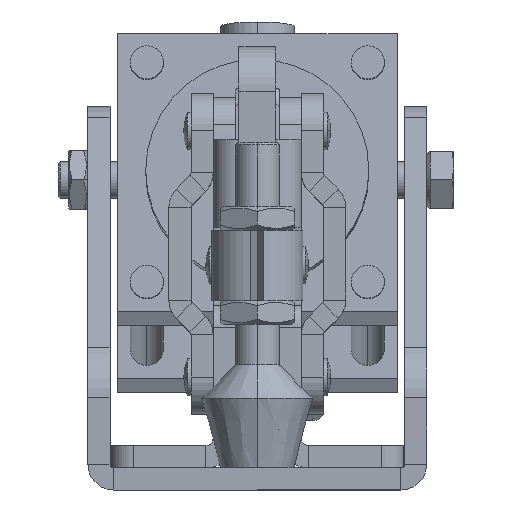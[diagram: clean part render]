
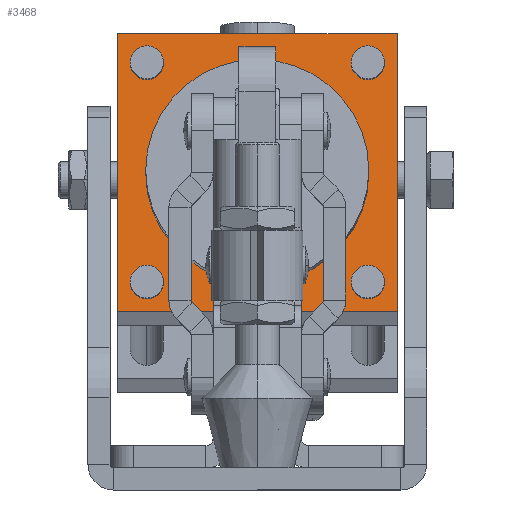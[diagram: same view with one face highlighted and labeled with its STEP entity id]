
A CAD part, left-side view. The second image highlights one B-rep face of the part: STEP entity #3468.
In plain terms, the highlighted face is planar.
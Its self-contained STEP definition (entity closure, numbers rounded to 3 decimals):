
#1250 = FACE_BOUND ( 'NONE', #19625, .T. ) ;
#1251 = FACE_BOUND ( 'NONE', #19621, .T. ) ;
#1252 = FACE_OUTER_BOUND ( 'NONE', #19631, .T. ) ;
#1253 = FACE_BOUND ( 'NONE', #19638, .T. ) ;
#1254 = FACE_BOUND ( 'NONE', #19651, .T. ) ;
#3468 = ADVANCED_FACE ( 'NONE', ( #1250, #1254, #1251, #1253, #1252, #16760 ), #4366, .F. ) ;
#4351 = DIRECTION ( 'NONE',  ( 1., 0., 0. ) ) ;
#4366 = PLANE ( 'NONE',  #10958 ) ;
#4368 = CARTESIAN_POINT ( 'NONE',  ( 3., 19., 19. ) ) ;
#4371 = DIRECTION ( 'NONE',  ( 0., 1., 0. ) ) ;
#7491 = ORIENTED_EDGE ( 'NONE', *, *, #13785, .T. ) ;
#7493 = ORIENTED_EDGE ( 'NONE', *, *, #9128, .T. ) ;
#7495 = ORIENTED_EDGE ( 'NONE', *, *, #13786, .T. ) ;
#7497 = ORIENTED_EDGE ( 'NONE', *, *, #9140, .T. ) ;
#7499 = ORIENTED_EDGE ( 'NONE', *, *, #13787, .T. ) ;
#7501 = ORIENTED_EDGE ( 'NONE', *, *, #9152, .T. ) ;
#7503 = ORIENTED_EDGE ( 'NONE', *, *, #13788, .T. ) ;
#7505 = ORIENTED_EDGE ( 'NONE', *, *, #9164, .T. ) ;
#7507 = ORIENTED_EDGE ( 'NONE', *, *, #13789, .T. ) ;
#7509 = ORIENTED_EDGE ( 'NONE', *, *, #13790, .F. ) ;
#7511 = ORIENTED_EDGE ( 'NONE', *, *, #13791, .F. ) ;
#7513 = ORIENTED_EDGE ( 'NONE', *, *, #13774, .T. ) ;
#7515 = ORIENTED_EDGE ( 'NONE', *, *, #13792, .T. ) ;
#7517 = ORIENTED_EDGE ( 'NONE', *, *, #9204, .T. ) ;
#9128 = EDGE_CURVE ( 'NONE', #9875, #9876, #27102, .T. ) ;
#9140 = EDGE_CURVE ( 'NONE', #9887, #9890, #27122, .T. ) ;
#9152 = EDGE_CURVE ( 'NONE', #9899, #9902, #27140, .T. ) ;
#9164 = EDGE_CURVE ( 'NONE', #9911, #9914, #27158, .T. ) ;
#9204 = EDGE_CURVE ( 'NONE', #9951, #9954, #27218, .T. ) ;
#9875 = VERTEX_POINT ( 'NONE', #30447 ) ;
#9876 = VERTEX_POINT ( 'NONE', #30448 ) ;
#9887 = VERTEX_POINT ( 'NONE', #30459 ) ;
#9890 = VERTEX_POINT ( 'NONE', #30462 ) ;
#9899 = VERTEX_POINT ( 'NONE', #30471 ) ;
#9902 = VERTEX_POINT ( 'NONE', #30474 ) ;
#9911 = VERTEX_POINT ( 'NONE', #30483 ) ;
#9914 = VERTEX_POINT ( 'NONE', #30486 ) ;
#9951 = VERTEX_POINT ( 'NONE', #30523 ) ;
#9954 = VERTEX_POINT ( 'NONE', #30526 ) ;
#10958 = AXIS2_PLACEMENT_3D ( 'NONE', #4368, #4351, #4371 ) ;
#13774 = EDGE_CURVE ( 'NONE', #14707, #14703, #19763, .T. ) ;
#13785 = EDGE_CURVE ( 'NONE', #9876, #9875, #19785, .T. ) ;
#13786 = EDGE_CURVE ( 'NONE', #9890, #9887, #19787, .T. ) ;
#13787 = EDGE_CURVE ( 'NONE', #9902, #9899, #19788, .T. ) ;
#13788 = EDGE_CURVE ( 'NONE', #9914, #9911, #19789, .T. ) ;
#13789 = EDGE_CURVE ( 'NONE', #14703, #14711, #19790, .T. ) ;
#13790 = EDGE_CURVE ( 'NONE', #14713, #14711, #19791, .T. ) ;
#13791 = EDGE_CURVE ( 'NONE', #14707, #14713, #19781, .T. ) ;
#13792 = EDGE_CURVE ( 'NONE', #9954, #9951, #19795, .T. ) ;
#14703 = VERTEX_POINT ( 'NONE', #22424 ) ;
#14707 = VERTEX_POINT ( 'NONE', #22428 ) ;
#14711 = VERTEX_POINT ( 'NONE', #22432 ) ;
#14713 = VERTEX_POINT ( 'NONE', #22434 ) ;
#16484 = AXIS2_PLACEMENT_3D ( 'NONE', #28622, #28623, #28624 ) ;
#16490 = AXIS2_PLACEMENT_3D ( 'NONE', #28652, #28653, #28654 ) ;
#16496 = AXIS2_PLACEMENT_3D ( 'NONE', #28682, #28683, #28684 ) ;
#16502 = AXIS2_PLACEMENT_3D ( 'NONE', #28712, #28713, #28714 ) ;
#16522 = AXIS2_PLACEMENT_3D ( 'NONE', #28812, #28813, #28814 ) ;
#16585 = AXIS2_PLACEMENT_3D ( 'NONE', #19262, #19263, #19264 ) ;
#16586 = AXIS2_PLACEMENT_3D ( 'NONE', #19265, #19266, #19267 ) ;
#16587 = AXIS2_PLACEMENT_3D ( 'NONE', #19270, #19271, #19272 ) ;
#16588 = AXIS2_PLACEMENT_3D ( 'NONE', #19275, #19276, #19277 ) ;
#16589 = AXIS2_PLACEMENT_3D ( 'NONE', #19282, #19283, #19284 ) ;
#16760 = FACE_BOUND ( 'NONE', #19654, .T. ) ;
#19233 = CARTESIAN_POINT ( 'NONE',  ( 3., 19., 19. ) ) ;
#19238 = DIRECTION ( 'NONE',  ( 0., 0., -1. ) ) ;
#19262 = CARTESIAN_POINT ( 'NONE',  ( 3., -15., 15. ) ) ;
#19263 = DIRECTION ( 'NONE',  ( 1., 0., 0. ) ) ;
#19264 = DIRECTION ( 'NONE',  ( 0., 1., 0. ) ) ;
#19265 = CARTESIAN_POINT ( 'NONE',  ( 3., -15., -15. ) ) ;
#19266 = DIRECTION ( 'NONE',  ( 1., 0., 0. ) ) ;
#19267 = DIRECTION ( 'NONE',  ( 0., 1., 0. ) ) ;
#19268 = CARTESIAN_POINT ( 'NONE',  ( 3., 19., -19. ) ) ;
#19269 = DIRECTION ( 'NONE',  ( 0., -1., 0. ) ) ;
#19270 = CARTESIAN_POINT ( 'NONE',  ( 3., 15., -15. ) ) ;
#19271 = DIRECTION ( 'NONE',  ( 1., 0., 0. ) ) ;
#19272 = DIRECTION ( 'NONE',  ( 0., 1., 0. ) ) ;
#19274 = CARTESIAN_POINT ( 'NONE',  ( 3., 19., 19. ) ) ;
#19275 = CARTESIAN_POINT ( 'NONE',  ( 3., 15., 15. ) ) ;
#19276 = DIRECTION ( 'NONE',  ( 1., 0., 0. ) ) ;
#19277 = DIRECTION ( 'NONE',  ( 0., 1., 0. ) ) ;
#19278 = CARTESIAN_POINT ( 'NONE',  ( 3., -19., 19. ) ) ;
#19280 = DIRECTION ( 'NONE',  ( 0., 0., -1. ) ) ;
#19281 = DIRECTION ( 'NONE',  ( 0., -1., 0. ) ) ;
#19282 = CARTESIAN_POINT ( 'NONE',  ( 3., 0., 0. ) ) ;
#19283 = DIRECTION ( 'NONE',  ( 1., 0., 0. ) ) ;
#19284 = DIRECTION ( 'NONE',  ( 0., 1., 0. ) ) ;
#19621 = EDGE_LOOP ( 'NONE', ( #7499, #7501 ) ) ;
#19625 = EDGE_LOOP ( 'NONE', ( #7491, #7493 ) ) ;
#19631 = EDGE_LOOP ( 'NONE', ( #7507, #7509, #7511, #7513 ) ) ;
#19638 = EDGE_LOOP ( 'NONE', ( #7503, #7505 ) ) ;
#19651 = EDGE_LOOP ( 'NONE', ( #7495, #7497 ) ) ;
#19654 = EDGE_LOOP ( 'NONE', ( #7515, #7517 ) ) ;
#19763 = LINE ( 'NONE', #19233, #19771 ) ;
#19771 = VECTOR ( 'NONE', #19238, 1000. ) ;
#19781 = LINE ( 'NONE', #19274, #19796 ) ;
#19785 = CIRCLE ( 'NONE', #16585, 2.25 ) ;
#19787 = CIRCLE ( 'NONE', #16586, 2.25 ) ;
#19788 = CIRCLE ( 'NONE', #16587, 2.25 ) ;
#19789 = CIRCLE ( 'NONE', #16588, 2.25 ) ;
#19790 = LINE ( 'NONE', #19268, #19792 ) ;
#19791 = LINE ( 'NONE', #19278, #19794 ) ;
#19792 = VECTOR ( 'NONE', #19269, 1000. ) ;
#19794 = VECTOR ( 'NONE', #19280, 1000. ) ;
#19795 = CIRCLE ( 'NONE', #16589, 15.15 ) ;
#19796 = VECTOR ( 'NONE', #19281, 1000. ) ;
#22424 = CARTESIAN_POINT ( 'NONE',  ( 3., 19., -19. ) ) ;
#22428 = CARTESIAN_POINT ( 'NONE',  ( 3., 19., 19. ) ) ;
#22432 = CARTESIAN_POINT ( 'NONE',  ( 3., -19., -19. ) ) ;
#22434 = CARTESIAN_POINT ( 'NONE',  ( 3., -19., 19. ) ) ;
#27102 = CIRCLE ( 'NONE', #16484, 2.25 ) ;
#27122 = CIRCLE ( 'NONE', #16490, 2.25 ) ;
#27140 = CIRCLE ( 'NONE', #16496, 2.25 ) ;
#27158 = CIRCLE ( 'NONE', #16502, 2.25 ) ;
#27218 = CIRCLE ( 'NONE', #16522, 15.15 ) ;
#28622 = CARTESIAN_POINT ( 'NONE',  ( 3., -15., 15. ) ) ;
#28623 = DIRECTION ( 'NONE',  ( 1., 0., 0. ) ) ;
#28624 = DIRECTION ( 'NONE',  ( 0., 1., 0. ) ) ;
#28652 = CARTESIAN_POINT ( 'NONE',  ( 3., -15., -15. ) ) ;
#28653 = DIRECTION ( 'NONE',  ( 1., 0., 0. ) ) ;
#28654 = DIRECTION ( 'NONE',  ( 0., 1., 0. ) ) ;
#28682 = CARTESIAN_POINT ( 'NONE',  ( 3., 15., -15. ) ) ;
#28683 = DIRECTION ( 'NONE',  ( 1., 0., 0. ) ) ;
#28684 = DIRECTION ( 'NONE',  ( 0., 1., 0. ) ) ;
#28712 = CARTESIAN_POINT ( 'NONE',  ( 3., 15., 15. ) ) ;
#28713 = DIRECTION ( 'NONE',  ( 1., 0., 0. ) ) ;
#28714 = DIRECTION ( 'NONE',  ( 0., 1., 0. ) ) ;
#28812 = CARTESIAN_POINT ( 'NONE',  ( 3., 0., 0. ) ) ;
#28813 = DIRECTION ( 'NONE',  ( 1., 0., 0. ) ) ;
#28814 = DIRECTION ( 'NONE',  ( 0., 1., 0. ) ) ;
#30447 = CARTESIAN_POINT ( 'NONE',  ( 3., -12.75, 15. ) ) ;
#30448 = CARTESIAN_POINT ( 'NONE',  ( 3., -17.25, 15. ) ) ;
#30459 = CARTESIAN_POINT ( 'NONE',  ( 3., -12.75, -15. ) ) ;
#30462 = CARTESIAN_POINT ( 'NONE',  ( 3., -17.25, -15. ) ) ;
#30471 = CARTESIAN_POINT ( 'NONE',  ( 3., 17.25, -15. ) ) ;
#30474 = CARTESIAN_POINT ( 'NONE',  ( 3., 12.75, -15. ) ) ;
#30483 = CARTESIAN_POINT ( 'NONE',  ( 3., 17.25, 15. ) ) ;
#30486 = CARTESIAN_POINT ( 'NONE',  ( 3., 12.75, 15. ) ) ;
#30523 = CARTESIAN_POINT ( 'NONE',  ( 3., 0., -15.15 ) ) ;
#30526 = CARTESIAN_POINT ( 'NONE',  ( 3., 0., 15.15 ) ) ;
